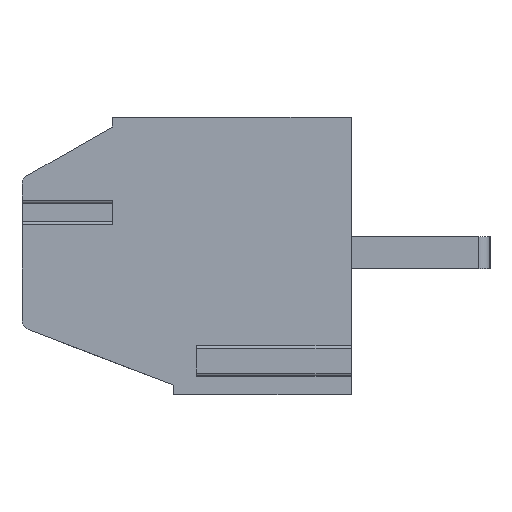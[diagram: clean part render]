
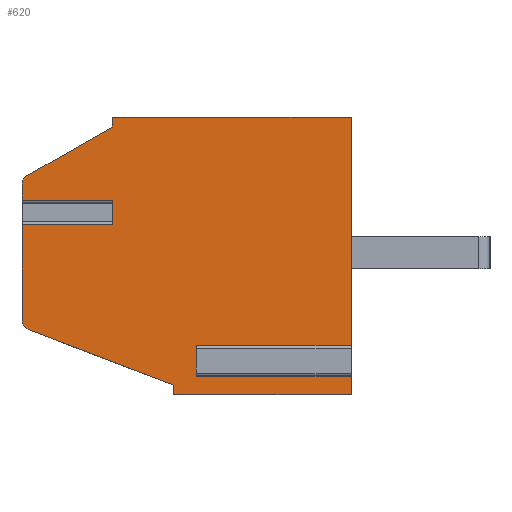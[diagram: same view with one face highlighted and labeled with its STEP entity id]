
A CAD part, left-side view. The second image highlights one B-rep face of the part: STEP entity #620.
In plain terms, the highlighted planar face has unit normal (-1, 0, 0).
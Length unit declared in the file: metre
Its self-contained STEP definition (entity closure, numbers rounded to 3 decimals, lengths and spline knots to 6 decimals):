
#620=ADVANCED_FACE('',(#1565),#1566,.T.);
#1565=FACE_OUTER_BOUND('',#2867,.T.);
#1566=PLANE('',#2868);
#2867=EDGE_LOOP('',(#4742,#4743,#4744,#4745,#4746,#4747,#4748,#4749,#4750,#4751,#4752,#4753,#4754,#4755,#4756,#4757,#4758,#4759));
#2868=AXIS2_PLACEMENT_3D('',#4760,#4761,#4762);
#4742=ORIENTED_EDGE('',*,*,#8221,.T.);
#4743=ORIENTED_EDGE('',*,*,#7764,.T.);
#4744=ORIENTED_EDGE('',*,*,#8222,.T.);
#4745=ORIENTED_EDGE('',*,*,#8223,.T.);
#4746=ORIENTED_EDGE('',*,*,#8224,.T.);
#4747=ORIENTED_EDGE('',*,*,#8225,.F.);
#4748=ORIENTED_EDGE('',*,*,#8226,.F.);
#4749=ORIENTED_EDGE('',*,*,#8227,.F.);
#4750=ORIENTED_EDGE('',*,*,#7900,.T.);
#4751=ORIENTED_EDGE('',*,*,#8228,.F.);
#4752=ORIENTED_EDGE('',*,*,#8229,.T.);
#4753=ORIENTED_EDGE('',*,*,#8230,.T.);
#4754=ORIENTED_EDGE('',*,*,#8231,.T.);
#4755=ORIENTED_EDGE('',*,*,#8232,.T.);
#4756=ORIENTED_EDGE('',*,*,#8233,.T.);
#4757=ORIENTED_EDGE('',*,*,#7872,.T.);
#4758=ORIENTED_EDGE('',*,*,#8234,.F.);
#4759=ORIENTED_EDGE('',*,*,#8235,.T.);
#4760=CARTESIAN_POINT('',(0.0,0.0099,-0.002078));
#4761=DIRECTION('',(-1.0,0.,0.0));
#4762=DIRECTION('',(0.0,0.0,1.0));
#7764=EDGE_CURVE('',#9309,#9307,#9310,.T.);
#7872=EDGE_CURVE('',#9511,#9512,#9513,.T.);
#7900=EDGE_CURVE('',#9560,#9561,#9562,.T.);
#8221=EDGE_CURVE('',#10085,#9309,#10086,.T.);
#8222=EDGE_CURVE('',#9307,#10087,#10088,.T.);
#8223=EDGE_CURVE('',#10087,#10089,#10090,.T.);
#8224=EDGE_CURVE('',#10089,#10091,#10092,.T.);
#8225=EDGE_CURVE('',#10093,#10091,#10094,.T.);
#8226=EDGE_CURVE('',#10095,#10093,#10096,.T.);
#8227=EDGE_CURVE('',#9560,#10095,#10097,.T.);
#8228=EDGE_CURVE('',#10098,#9561,#10099,.T.);
#8229=EDGE_CURVE('',#10098,#10100,#10101,.T.);
#8230=EDGE_CURVE('',#10100,#10102,#10103,.T.);
#8231=EDGE_CURVE('',#10102,#10104,#10105,.T.);
#8232=EDGE_CURVE('',#10104,#10106,#10107,.T.);
#8233=EDGE_CURVE('',#10106,#9511,#10108,.T.);
#8234=EDGE_CURVE('',#10109,#9512,#10110,.T.);
#8235=EDGE_CURVE('',#10109,#10085,#10111,.T.);
#9307=VERTEX_POINT('',#11585);
#9309=VERTEX_POINT('',#11588);
#9310=LINE('',#11589,#11590);
#9511=VERTEX_POINT('',#11883);
#9512=VERTEX_POINT('',#11884);
#9513=LINE('',#11885,#11886);
#9560=VERTEX_POINT('',#11950);
#9561=VERTEX_POINT('',#11951);
#9562=LINE('',#11952,#11953);
#10085=VERTEX_POINT('',#12708);
#10086=LINE('',#12709,#12710);
#10087=VERTEX_POINT('',#12711);
#10088=LINE('',#12712,#12713);
#10089=VERTEX_POINT('',#12714);
#10090=LINE('',#12715,#12716);
#10091=VERTEX_POINT('',#12717);
#10092=CIRCLE('',#12718,0.0003);
#10093=VERTEX_POINT('',#12719);
#10094=LINE('',#12720,#12721);
#10095=VERTEX_POINT('',#12722);
#10096=LINE('',#12723,#12724);
#10097=LINE('',#12725,#12726);
#10098=VERTEX_POINT('',#12727);
#10099=LINE('',#12728,#12729);
#10100=VERTEX_POINT('',#12730);
#10101=CIRCLE('',#12731,0.0003);
#10102=VERTEX_POINT('',#12732);
#10103=LINE('',#12733,#12734);
#10104=VERTEX_POINT('',#12735);
#10105=LINE('',#12736,#12737);
#10106=VERTEX_POINT('',#12738);
#10107=LINE('',#12739,#12740);
#10108=LINE('',#12741,#12742);
#10109=VERTEX_POINT('',#12743);
#10110=LINE('',#12744,#12745);
#10111=LINE('',#12746,#12747);
#11585=CARTESIAN_POINT('',(0.0,0.0074,0.0));
#11588=CARTESIAN_POINT('',(0.0,0.0,0.0));
#11589=CARTESIAN_POINT('',(0.0,0.0074,0.0));
#11590=VECTOR('',#14687,1.0);
#11883=CARTESIAN_POINT('',(0.0,0.0,-0.007927));
#11884=CARTESIAN_POINT('',(0.,0.0048,-0.007927));
#11885=CARTESIAN_POINT('',(0.0,0.0048,-0.007927));
#11886=VECTOR('',#14792,1.0);
#11950=CARTESIAN_POINT('',(0.,0.0074,-0.003327));
#11951=CARTESIAN_POINT('',(0.,0.0102,-0.003327));
#11952=CARTESIAN_POINT('',(0.,-0.004301,-0.003327));
#11953=VECTOR('',#14822,1.0);
#12708=CARTESIAN_POINT('',(0.0,0.0,-0.007173));
#12709=CARTESIAN_POINT('',(0.0,0.0,0.0));
#12710=VECTOR('',#15141,1.0);
#12711=CARTESIAN_POINT('',(0.0,0.0074,-0.000304));
#12712=CARTESIAN_POINT('',(0.0,0.0074,-0.000304));
#12713=VECTOR('',#15142,1.0);
#12714=CARTESIAN_POINT('',(0.0,0.010049,-0.001818));
#12715=CARTESIAN_POINT('',(0.0,0.010049,-0.001818));
#12716=VECTOR('',#15143,1.0);
#12717=CARTESIAN_POINT('',(0.0,0.0102,-0.002078));
#12718=AXIS2_PLACEMENT_3D('',#15144,#15145,#15146);
#12719=CARTESIAN_POINT('',(0.,0.0102,-0.002573));
#12720=CARTESIAN_POINT('',(0.0,0.0102,-0.006298));
#12721=VECTOR('',#15147,1.0);
#12722=CARTESIAN_POINT('',(0.,0.0074,-0.002573));
#12723=CARTESIAN_POINT('',(0.,-0.004301,-0.002573));
#12724=VECTOR('',#15148,1.0);
#12725=CARTESIAN_POINT('',(0.0,0.0074,-0.006298));
#12726=VECTOR('',#15149,1.0);
#12727=CARTESIAN_POINT('',(0.0,0.0102,-0.006298));
#12728=CARTESIAN_POINT('',(0.0,0.0102,-0.006298));
#12729=VECTOR('',#15150,1.0);
#12730=CARTESIAN_POINT('',(0.0,0.010007,-0.006578));
#12731=AXIS2_PLACEMENT_3D('',#15151,#15152,#15153);
#12732=CARTESIAN_POINT('',(0.0,0.0055,-0.0083));
#12733=CARTESIAN_POINT('',(0.0,0.0055,-0.0083));
#12734=VECTOR('',#15154,1.0);
#12735=CARTESIAN_POINT('',(0.0,0.0055,-0.0086));
#12736=CARTESIAN_POINT('',(0.0,0.0055,-0.0086));
#12737=VECTOR('',#15155,1.0);
#12738=CARTESIAN_POINT('',(0.0,0.0,-0.0086));
#12739=CARTESIAN_POINT('',(0.0,0.0,-0.0086));
#12740=VECTOR('',#15156,1.0);
#12741=CARTESIAN_POINT('',(0.0,0.0,0.0));
#12742=VECTOR('',#15157,1.0);
#12743=CARTESIAN_POINT('',(0.0,0.0048,-0.007173));
#12744=CARTESIAN_POINT('',(0.0,0.0048,-0.007754));
#12745=VECTOR('',#15158,1.0);
#12746=CARTESIAN_POINT('',(0.0,0.0,-0.007173));
#12747=VECTOR('',#15159,1.0);
#14687=DIRECTION('',(0.0,1.0,0.0));
#14792=DIRECTION('',(0.0,1.0,0.0));
#14822=DIRECTION('',(0.0,1.0,0.0));
#15141=DIRECTION('',(0.0,0.0,1.0));
#15142=DIRECTION('',(0.0,0.0,-1.0));
#15143=DIRECTION('',(0.0,0.868,-0.496));
#15144=CARTESIAN_POINT('',(0.0,0.0099,-0.002078));
#15145=DIRECTION('',(-1.0,0.,0.0));
#15146=DIRECTION('',(0.0,0.0,1.0));
#15147=DIRECTION('',(0.0,0.0,1.0));
#15148=DIRECTION('',(0.0,1.0,0.0));
#15149=DIRECTION('',(0.0,0.0,1.0));
#15150=DIRECTION('',(0.0,0.0,1.0));
#15151=CARTESIAN_POINT('',(0.0,0.0099,-0.006298));
#15152=DIRECTION('',(-1.0,0.,0.0));
#15153=DIRECTION('',(0.0,0.0,1.0));
#15154=DIRECTION('',(0.0,-0.934,-0.357));
#15155=DIRECTION('',(0.0,0.0,-1.0));
#15156=DIRECTION('',(0.0,-1.0,0.));
#15157=DIRECTION('',(0.0,0.0,1.0));
#15158=DIRECTION('',(0.0,0.0,-1.0));
#15159=DIRECTION('',(0.0,-1.0,0.0));
